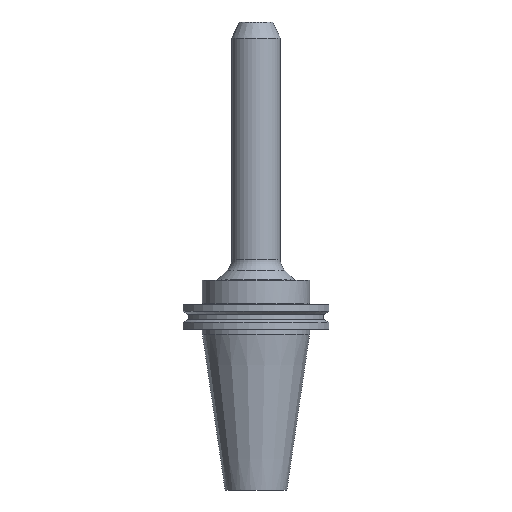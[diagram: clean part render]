
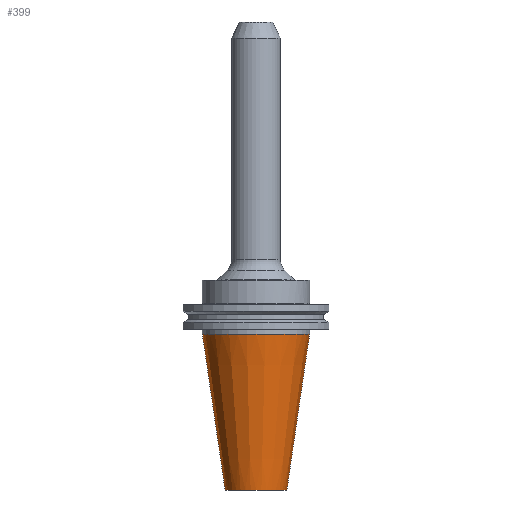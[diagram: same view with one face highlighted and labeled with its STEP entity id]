
A CAD part, front view. The second image highlights one B-rep face of the part: STEP entity #399.
In plain terms, the highlighted conical face has half-angle 8.297 degrees and reference radius 20.108 mm.
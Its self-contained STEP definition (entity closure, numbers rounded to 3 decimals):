
#131 = VERTEX_POINT ( 'NONE', #2372 ) ;
#134 = CIRCLE ( 'NONE', #271, 34.925 ) ;
#171 = EDGE_CURVE ( 'NONE', #377, #1607, #134, .T. ) ;
#183 = ORIENTED_EDGE ( 'NONE', *, *, #171, .T. ) ;
#224 = DIRECTION ( 'NONE',  ( 0., 0., -1. ) ) ;
#249 = CARTESIAN_POINT ( 'NONE',  ( -34.925, 0., 0. ) ) ;
#271 = AXIS2_PLACEMENT_3D ( 'NONE', #2335, #2119, #564 ) ;
#294 = CONICAL_SURFACE ( 'NONE', #829, 20.108, 0.145 ) ;
#377 = VERTEX_POINT ( 'NONE', #679 ) ;
#399 = ADVANCED_FACE ( 'NONE', ( #2145 ), #294, .T. ) ;
#456 = DIRECTION ( 'NONE',  ( 0., 0., 1. ) ) ;
#564 = DIRECTION ( 'NONE',  ( 0., -1., 0. ) ) ;
#679 = CARTESIAN_POINT ( 'NONE',  ( 34.925, 0., 0. ) ) ;
#829 = AXIS2_PLACEMENT_3D ( 'NONE', #2080, #456, #1155 ) ;
#938 = CIRCLE ( 'NONE', #2699, 20.108 ) ;
#1050 = EDGE_LOOP ( 'NONE', ( #2778, #1295, #1773, #183 ) ) ;
#1154 = LINE ( 'NONE', #1492, #1689 ) ;
#1155 = DIRECTION ( 'NONE',  ( 1., 0., 0. ) ) ;
#1264 = DIRECTION ( 'NONE',  ( 0.144, 0., 0.99 ) ) ;
#1295 = ORIENTED_EDGE ( 'NONE', *, *, #1462, .F. ) ;
#1462 = EDGE_CURVE ( 'NONE', #131, #2846, #938, .T. ) ;
#1492 = CARTESIAN_POINT ( 'NONE',  ( 20.108, 0., -101.6 ) ) ;
#1562 = CARTESIAN_POINT ( 'NONE',  ( 0., 0., -101.6 ) ) ;
#1607 = VERTEX_POINT ( 'NONE', #249 ) ;
#1689 = VECTOR ( 'NONE', #1264, 1000. ) ;
#1770 = DIRECTION ( 'NONE',  ( 1., 0., 0. ) ) ;
#1773 = ORIENTED_EDGE ( 'NONE', *, *, #2481, .T. ) ;
#1801 = DIRECTION ( 'NONE',  ( -0.144, 0., 0.99 ) ) ;
#1983 = EDGE_CURVE ( 'NONE', #2846, #1607, #2673, .T. ) ;
#2080 = CARTESIAN_POINT ( 'NONE',  ( 0., 0., -101.6 ) ) ;
#2119 = DIRECTION ( 'NONE',  ( 0., 0., -1. ) ) ;
#2145 = FACE_OUTER_BOUND ( 'NONE', #1050, .T. ) ;
#2247 = CARTESIAN_POINT ( 'NONE',  ( -20.108, 0., -101.6 ) ) ;
#2335 = CARTESIAN_POINT ( 'NONE',  ( 0., 0., 0. ) ) ;
#2372 = CARTESIAN_POINT ( 'NONE',  ( 20.108, 0., -101.6 ) ) ;
#2465 = VECTOR ( 'NONE', #1801, 1000. ) ;
#2481 = EDGE_CURVE ( 'NONE', #131, #377, #1154, .T. ) ;
#2673 = LINE ( 'NONE', #2247, #2465 ) ;
#2699 = AXIS2_PLACEMENT_3D ( 'NONE', #1562, #224, #1770 ) ;
#2778 = ORIENTED_EDGE ( 'NONE', *, *, #1983, .F. ) ;
#2793 = CARTESIAN_POINT ( 'NONE',  ( -20.108, 0., -101.6 ) ) ;
#2846 = VERTEX_POINT ( 'NONE', #2793 ) ;
